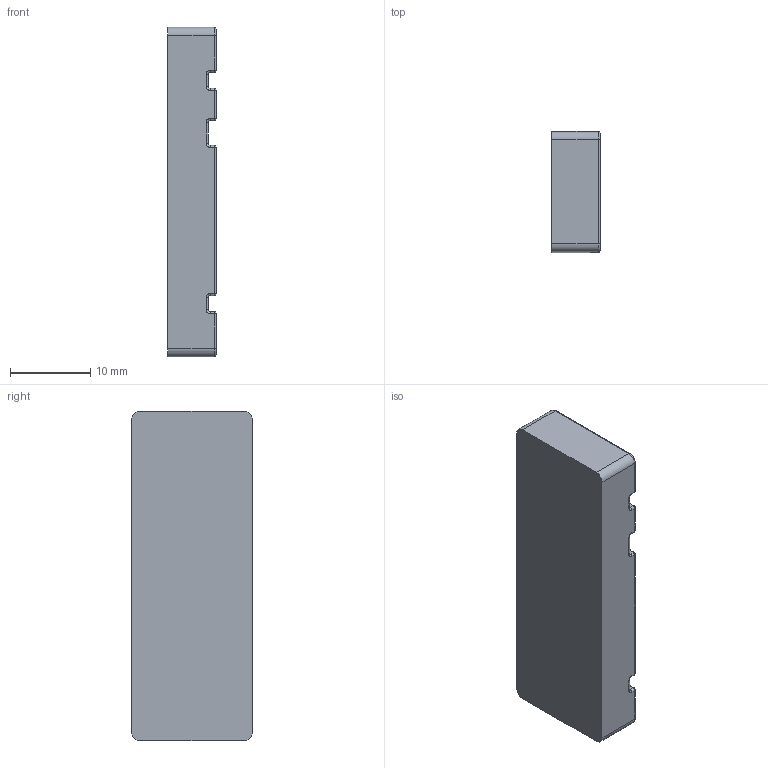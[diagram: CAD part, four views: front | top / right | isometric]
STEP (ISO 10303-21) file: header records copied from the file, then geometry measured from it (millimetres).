
FILE_DESCRIPTION(/* description */ (''),/* implementation_level */ '2;1');
FILE_NAME(/* name */ 'ETD39_transformer_isolator.step',/* time_stamp */ '2025-05-21T03:24:04+02:00',/* author */ (''),/* organization */ (''),/* preprocessor_version */ 'ST-DEVELOPER v20.1',/* originating_system */ 'Autodesk Translation Framework v14.4.0.0',/* authorisation */ '');
FILE_SCHEMA (('AUTOMOTIVE_DESIGN { 1 0 10303 214 3 1 1 }'));
Length unit declared in the file: millimetre
Products named in the file (1): ETD39 Trafo core und Halter (Kern fixed)
Bounding box: 6 x 15 x 41 mm (x, y, z)
Volume: 1324.8 mm3; surface area: 2342.9 mm2
Topology: 1 solids, 1 shells, 339 faces, 769 edges, 438 vertices
Faces by surface type: cylinder 194, plane 105, torus 22, sphere 18
Entity records: 9330 total; most frequent: DIRECTION 1738, CARTESIAN_POINT 1547, ORIENTED_EDGE 1538, EDGE_CURVE 769, AXIS2_PLACEMENT_3D 629, LINE 480, VECTOR 480, VERTEX_POINT 438
